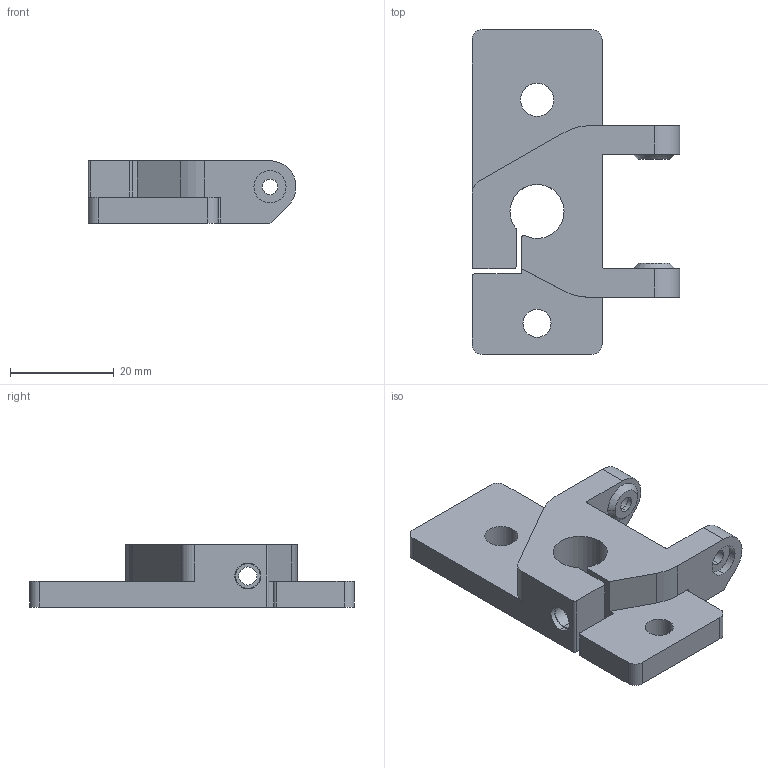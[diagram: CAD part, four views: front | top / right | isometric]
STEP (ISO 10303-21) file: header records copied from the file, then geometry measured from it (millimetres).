
FILE_DESCRIPTION (( 'STEP AP214' ), '1' );
FILE_NAME ('XY_Idler_Mount_-_Left_-_1.0.STEP', '2017-06-21T10:46:19', ( '' ), ( '' ), 'SwSTEP 2.0', 'SolidWorks 2014', '' );
FILE_SCHEMA (( 'AUTOMOTIVE_DESIGN' ));
Length unit declared in the file: millimetre
Products named in the file (1): XY_Idler_Mount_-_Left_-_1.0
Bounding box: 39.99 x 62.5 x 12 mm (x, y, z)
Volume: 12088.3 mm3; surface area: 6527.4 mm2
Topology: 1 solids, 1 shells, 77 faces, 204 edges, 136 vertices
Faces by surface type: cylinder 43, plane 30, cone 4
Entity records: 2490 total; most frequent: DIRECTION 454, CARTESIAN_POINT 418, ORIENTED_EDGE 408, EDGE_CURVE 204, AXIS2_PLACEMENT_3D 172, VERTEX_POINT 136, LINE 110, VECTOR 110
